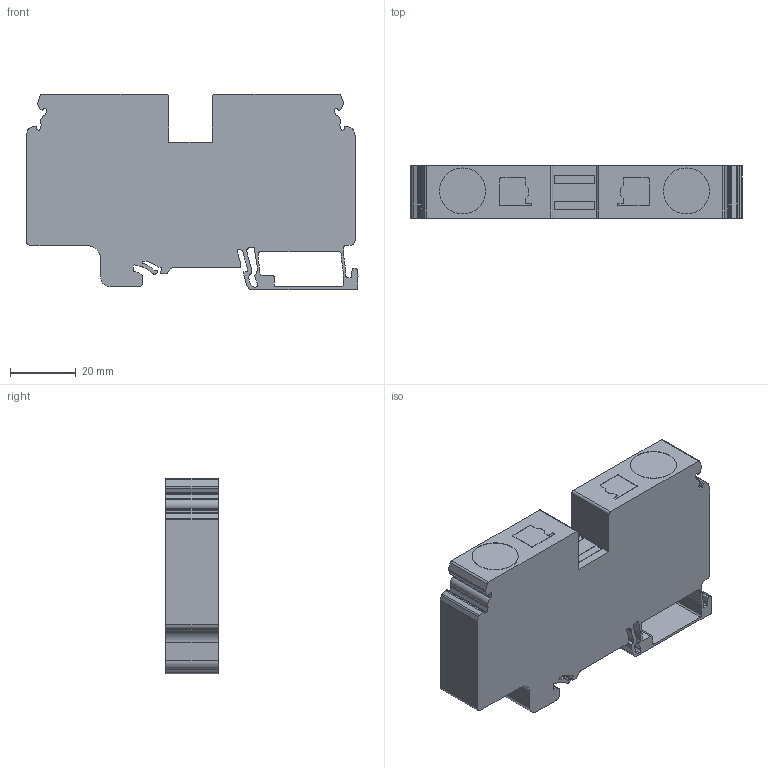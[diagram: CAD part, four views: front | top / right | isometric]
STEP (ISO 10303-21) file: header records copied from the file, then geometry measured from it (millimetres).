
FILE_DESCRIPTION (( 'STEP AP203' ), '1' );
FILE_NAME ('CX35.STEP', '2024-11-22T11:20:04', ( '' ), ( '' ), 'SwSTEP 2.0', 'SolidWorks 2022', '' );
FILE_SCHEMA (( 'CONFIG_CONTROL_DESIGN' ));
Length unit declared in the file: millimetre
Products named in the file (1): CX35
Bounding box: 100.9 x 15.95 x 59.45 mm (x, y, z)
Volume: 76789.1 mm3; surface area: 17690.8 mm2
Topology: 1 solids, 1 shells, 241 faces, 699 edges, 466 vertices
Faces by surface type: plane 129, cylinder 112
Entity records: 8082 total; most frequent: CARTESIAN_POINT 1407, DIRECTION 1407, ORIENTED_EDGE 1398, EDGE_CURVE 699, VECTOR 475, LINE 475, VERTEX_POINT 466, AXIS2_PLACEMENT_3D 466
